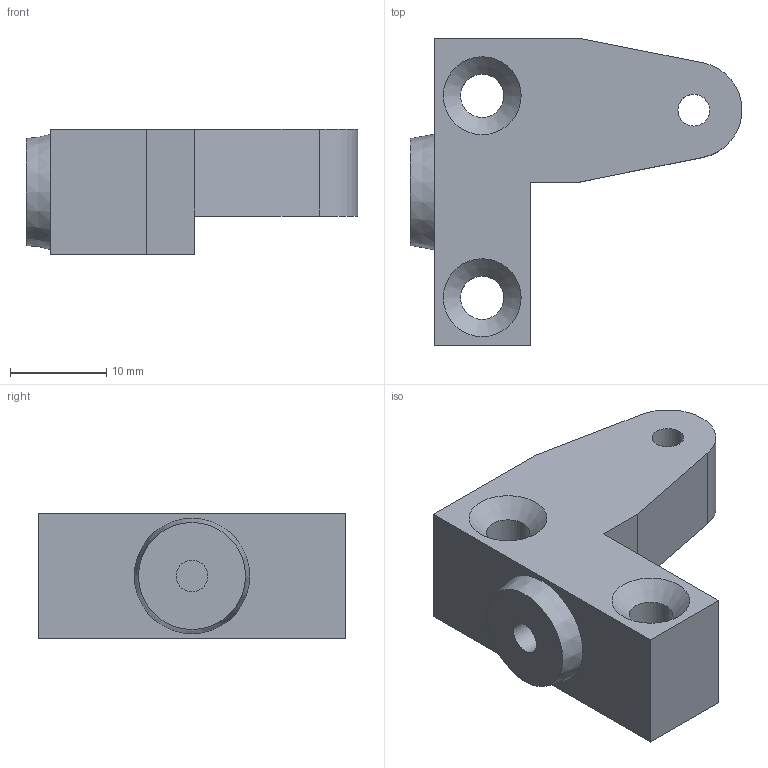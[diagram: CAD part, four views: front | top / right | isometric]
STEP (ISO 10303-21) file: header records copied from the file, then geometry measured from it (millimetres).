
FILE_DESCRIPTION(/* description */ (''),/* implementation_level */ '2;1');
FILE_NAME(/* name */ '04-01-LowerGert v3.step',/* time_stamp */ '2024-01-20T13:54:26+01:00',/* author */ (''),/* organization */ (''),/* preprocessor_version */ 'ST-DEVELOPER v20',/* originating_system */ 'Autodesk Translation Framework v12.14.0.127',/* authorisation */ '');
FILE_SCHEMA (('AUTOMOTIVE_DESIGN { 1 0 10303 214 3 1 1 }'));
Length unit declared in the file: millimetre
Products named in the file (1): 04-01-LowerGerät
Bounding box: 34.5 x 32 x 13 mm (x, y, z)
Volume: 6478.2 mm3; surface area: 3158.6 mm2
Topology: 1 solids, 1 shells, 21 faces, 47 edges, 30 vertices
Faces by surface type: plane 13, cylinder 5, cone 3
Full cylindrical faces by diameter (mm): 3.3 x2, 4.5 x2
Entity records: 628 total; most frequent: DIRECTION 105, CARTESIAN_POINT 99, ORIENTED_EDGE 94, EDGE_CURVE 47, AXIS2_PLACEMENT_3D 36, LINE 33, VECTOR 33, VERTEX_POINT 30
